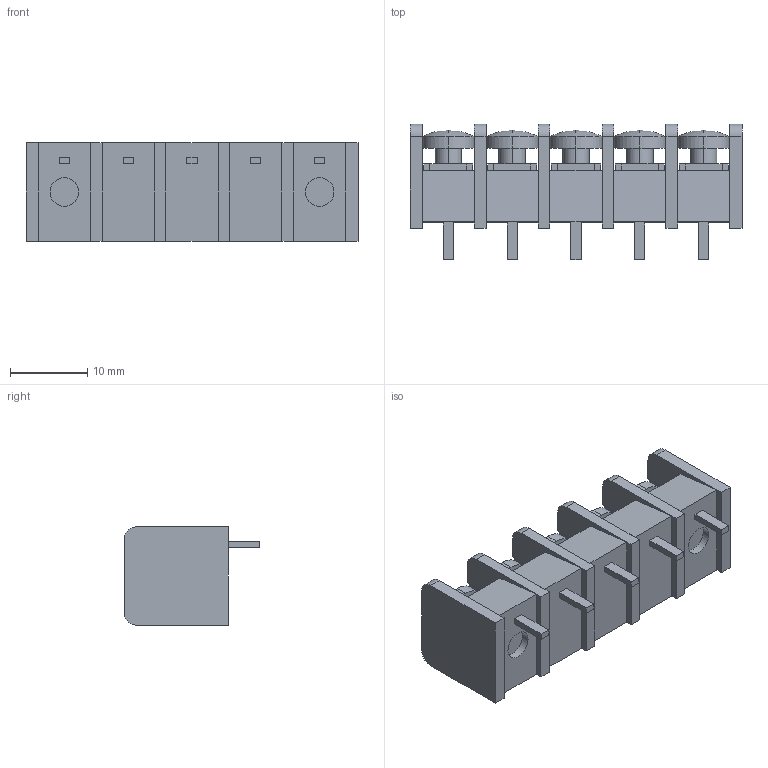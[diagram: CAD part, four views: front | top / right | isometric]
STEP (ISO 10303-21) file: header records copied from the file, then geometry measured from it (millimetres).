
FILE_DESCRIPTION(('STEP AP214'),'1');
FILE_NAME('1-1437667-1.stp','2020-05-28T08:27:25',('TraceParts'),('TraceParts S.A.'),'Spatial InterOp 3D',' ',' ');
FILE_SCHEMA(('AUTOMOTIVE_DESIGN { 1 0 10303 214 1 1 1 1 }'));
Length unit declared in the file: millimetre
Products named in the file (1): 1-1437667-1
Bounding box: 42.93 x 17.53 x 12.7 mm (x, y, z)
Volume: 4839.9 mm3; surface area: 3796.4 mm2
Topology: 1 solids, 1 shells, 249 faces, 640 edges, 405 vertices
Faces by surface type: plane 203, cylinder 36, sphere 10
Entity records: 7361 total; most frequent: CARTESIAN_POINT 1285, ORIENTED_EDGE 1260, DIRECTION 1212, EDGE_CURVE 630, LINE 548, VECTOR 548, VERTEX_POINT 405, AXIS2_PLACEMENT_3D 332
